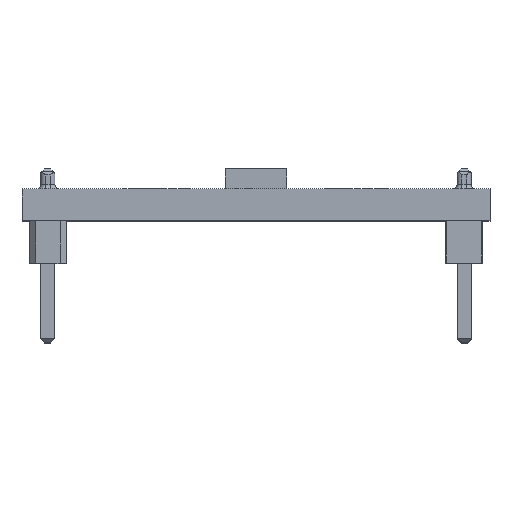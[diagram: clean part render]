
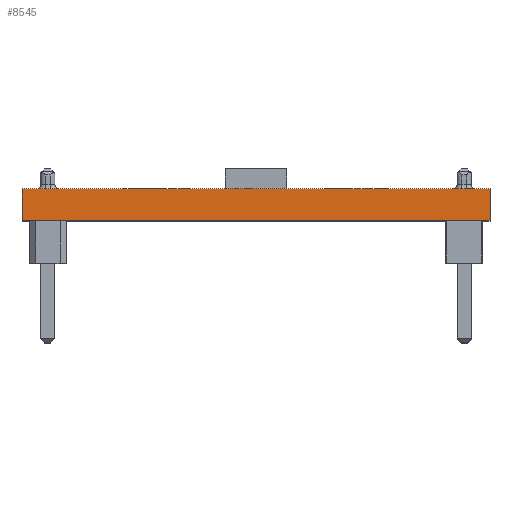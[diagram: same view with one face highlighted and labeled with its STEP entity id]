
A CAD part, top view. The second image highlights one B-rep face of the part: STEP entity #8545.
In plain terms, the highlighted planar face has unit normal (0, 0, 1).
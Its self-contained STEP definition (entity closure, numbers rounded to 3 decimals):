
#560=FACE_OUTER_BOUND('',#1086,.T.);
#1086=EDGE_LOOP('',(#5620,#5621,#5622,#5623,#5624,#5625));
#1652=LINE('',#12595,#2606);
#1655=LINE('',#12601,#2609);
#1656=LINE('',#12603,#2610);
#1657=LINE('',#12605,#2611);
#1658=LINE('',#12607,#2612);
#1659=LINE('',#12608,#2613);
#2606=VECTOR('',#9943,10.);
#2609=VECTOR('',#9950,10.);
#2610=VECTOR('',#9951,10.);
#2611=VECTOR('',#9952,10.);
#2612=VECTOR('',#9953,10.);
#2613=VECTOR('',#9954,10.);
#3552=VERTEX_POINT('',#12577);
#3557=VERTEX_POINT('',#12587);
#3560=VERTEX_POINT('',#12600);
#3561=VERTEX_POINT('',#12602);
#3562=VERTEX_POINT('',#12604);
#3563=VERTEX_POINT('',#12606);
#4338=EDGE_CURVE('',#3557,#3552,#1652,.T.);
#4341=EDGE_CURVE('',#3552,#3560,#1655,.T.);
#4342=EDGE_CURVE('',#3560,#3561,#1656,.T.);
#4343=EDGE_CURVE('',#3562,#3561,#1657,.T.);
#4344=EDGE_CURVE('',#3563,#3562,#1658,.T.);
#4345=EDGE_CURVE('',#3563,#3557,#1659,.T.);
#5620=ORIENTED_EDGE('',*,*,#4338,.T.);
#5621=ORIENTED_EDGE('',*,*,#4341,.T.);
#5622=ORIENTED_EDGE('',*,*,#4342,.T.);
#5623=ORIENTED_EDGE('',*,*,#4343,.F.);
#5624=ORIENTED_EDGE('',*,*,#4344,.F.);
#5625=ORIENTED_EDGE('',*,*,#4345,.T.);
#8156=PLANE('',#9085);
#8545=ADVANCED_FACE('',(#560),#8156,.T.);
#9085=AXIS2_PLACEMENT_3D('',#12599,#9948,#9949);
#9943=DIRECTION('',(1.,0.,0.));
#9948=DIRECTION('center_axis',(0.,0.,1.));
#9949=DIRECTION('ref_axis',(1.,0.,0.));
#9950=DIRECTION('',(1.,0.,0.));
#9951=DIRECTION('',(0.,1.,0.));
#9952=DIRECTION('',(1.,0.,0.));
#9953=DIRECTION('',(0.,1.,0.));
#9954=DIRECTION('',(1.,0.,0.));
#12577=CARTESIAN_POINT('',(11.1,0.,11.5));
#12587=CARTESIAN_POINT('',(9.36,0.,11.5));
#12595=CARTESIAN_POINT('',(-0.2,0.,11.5));
#12599=CARTESIAN_POINT('Origin',(-11.5,0.,11.5));
#12600=CARTESIAN_POINT('',(11.5,0.,11.5));
#12601=CARTESIAN_POINT('',(-11.5,0.,11.5));
#12602=CARTESIAN_POINT('',(11.5,1.55,11.5));
#12603=CARTESIAN_POINT('',(11.5,0.,11.5));
#12604=CARTESIAN_POINT('',(-11.5,1.55,11.5));
#12605=CARTESIAN_POINT('',(4.48,1.55,11.5));
#12606=CARTESIAN_POINT('',(-11.5,0.,11.5));
#12607=CARTESIAN_POINT('',(-11.5,0.,11.5));
#12608=CARTESIAN_POINT('',(-11.5,0.,11.5));
